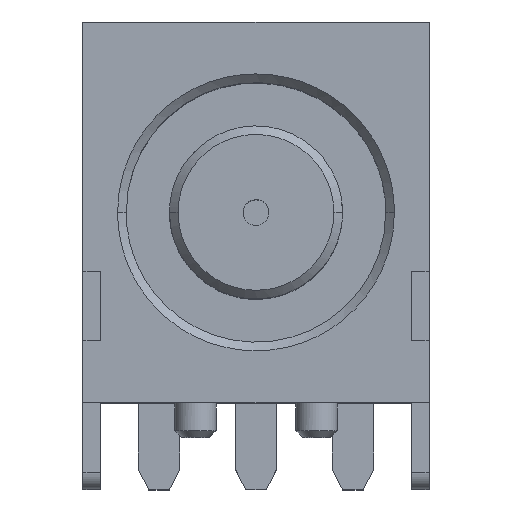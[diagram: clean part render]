
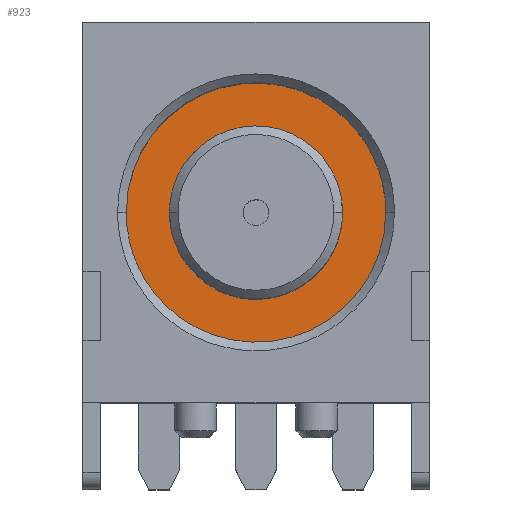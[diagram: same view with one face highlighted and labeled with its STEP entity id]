
A CAD part, top view. The second image highlights one B-rep face of the part: STEP entity #923.
In plain terms, the highlighted free-form (B-spline) face has degree [1, 1] with [2, 2] control points.
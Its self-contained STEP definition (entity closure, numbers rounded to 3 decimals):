
#16 = CARTESIAN_POINT ( 'NONE',  ( 1.259, 7.684, -2.85 ) ) ;
#85 = CARTESIAN_POINT ( 'NONE',  ( 0.327, 3., -2.85 ) ) ;
#101 = CARTESIAN_POINT ( 'NONE',  ( -3.75, 5.5, -2.85 ) ) ;
#112 = CARTESIAN_POINT ( 'NONE',  ( 2.5, 5.5, -2.85 ) ) ;
#121 = B_SPLINE_CURVE_WITH_KNOTS ( 'NONE', 3,
 ( #2858, #2901, #728, #2606, #1190, #1457, #1473, #1655, #2588, #272, #470, #16, #2393, #1239, #2171, #2004, #2708, #112 ),
 .UNSPECIFIED., .F., .F.,
 ( 4, 2, 2, 2, 2, 2, 2, 2, 4 ),
 ( 0., 0.393, 0.785, 1.178, 1.571, 1.963, 2.356, 2.749, 3.142 ),
 .UNSPECIFIED. ) ;
#179 = CARTESIAN_POINT ( 'NONE',  ( 3.75, 5.5, -2.85 ) ) ;
#208 = EDGE_LOOP ( 'NONE', ( #216, #3029 ) ) ;
#216 = ORIENTED_EDGE ( 'NONE', *, *, #2722, .F. ) ;
#220 = EDGE_CURVE ( 'NONE', #1218, #921, #1954, .T. ) ;
#272 = CARTESIAN_POINT ( 'NONE',  ( 0.327, 8., -2.85 ) ) ;
#321 = ORIENTED_EDGE ( 'NONE', *, *, #1646, .T. ) ;
#343 = CARTESIAN_POINT ( 'NONE',  ( -1.259, 3.316, -2.85 ) ) ;
#356 = CARTESIAN_POINT ( 'NONE',  ( 0.654, 3.065, -2.85 ) ) ;
#415 = CARTESIAN_POINT ( 'NONE',  ( -2.5, 5.5, -2.85 ) ) ;
#444 = CARTESIAN_POINT ( 'NONE',  ( 3.75, 13., -2.85 ) ) ;
#470 = CARTESIAN_POINT ( 'NONE',  ( 0.654, 7.935, -2.85 ) ) ;
#581 = CARTESIAN_POINT ( 'NONE',  ( 2.5, 5.173, -2.85 ) ) ;
#590 =( BOUNDED_CURVE ( )  B_SPLINE_CURVE ( 3, ( #1412, #2348, #444, #179 ),
 .UNSPECIFIED., .F., .F. ) 
 B_SPLINE_CURVE_WITH_KNOTS ( ( 4, 4 ),
 ( 0., 3.142 ),
 .UNSPECIFIED. ) 
 CURVE ( )  GEOMETRIC_REPRESENTATION_ITEM ( )  RATIONAL_B_SPLINE_CURVE ( ( 1., 0.333, 0.333, 1. ) ) 
 REPRESENTATION_ITEM ( '' )  );
#728 = CARTESIAN_POINT ( 'NONE',  ( -2.435, 6.154, -2.85 ) ) ;
#756 = CARTESIAN_POINT ( 'NONE',  ( 2.5, 5.5, -2.85 ) ) ;
#921 = VERTEX_POINT ( 'NONE', #415 ) ;
#923 = ADVANCED_FACE ( 'NONE', ( #1132, #2521 ), #2828, .T. ) ;
#1046 = CARTESIAN_POINT ( 'NONE',  ( -2.5, 5.173, -2.85 ) ) ;
#1054 = CARTESIAN_POINT ( 'NONE',  ( 1.536, 3.501, -2.85 ) ) ;
#1084 = CARTESIAN_POINT ( 'NONE',  ( 3.9, 9.404, -2.85 ) ) ;
#1132 = FACE_BOUND ( 'NONE', #2822, .T. ) ;
#1146 = CARTESIAN_POINT ( 'NONE',  ( -3.75, -2., -2.85 ) ) ;
#1183 = CARTESIAN_POINT ( 'NONE',  ( 3.75, -2., -2.85 ) ) ;
#1190 = CARTESIAN_POINT ( 'NONE',  ( -1.999, 7.036, -2.85 ) ) ;
#1218 = VERTEX_POINT ( 'NONE', #756 ) ;
#1225 = ORIENTED_EDGE ( 'NONE', *, *, #220, .T. ) ;
#1239 = CARTESIAN_POINT ( 'NONE',  ( 1.999, 7.036, -2.85 ) ) ;
#1267 = CARTESIAN_POINT ( 'NONE',  ( 1.999, 3.964, -2.85 ) ) ;
#1294 = VERTEX_POINT ( 'NONE', #101 ) ;
#1310 = CARTESIAN_POINT ( 'NONE',  ( -2.435, 4.846, -2.85 ) ) ;
#1412 = CARTESIAN_POINT ( 'NONE',  ( -3.75, 5.5, -2.85 ) ) ;
#1418 = CARTESIAN_POINT ( 'NONE',  ( -3.75, 5.5, -2.85 ) ) ;
#1451 = CARTESIAN_POINT ( 'NONE',  ( 3.75, 5.5, -2.85 ) ) ;
#1457 = CARTESIAN_POINT ( 'NONE',  ( -1.536, 7.499, -2.85 ) ) ;
#1473 = CARTESIAN_POINT ( 'NONE',  ( -1.259, 7.684, -2.85 ) ) ;
#1525 = CARTESIAN_POINT ( 'NONE',  ( -0.327, 3., -2.85 ) ) ;
#1531 = VERTEX_POINT ( 'NONE', #2293 ) ;
#1540 = CARTESIAN_POINT ( 'NONE',  ( 2.184, 4.241, -2.85 ) ) ;
#1553 = CARTESIAN_POINT ( 'NONE',  ( -3.9, 1.596, -2.85 ) ) ;
#1583 = CARTESIAN_POINT ( 'NONE',  ( 3.9, 1.596, -2.85 ) ) ;
#1646 = EDGE_CURVE ( 'NONE', #921, #1218, #121, .T. ) ;
#1655 = CARTESIAN_POINT ( 'NONE',  ( -0.654, 7.935, -2.85 ) ) ;
#1841 = CARTESIAN_POINT ( 'NONE',  ( -3.9, 9.404, -2.85 ) ) ;
#1954 = B_SPLINE_CURVE_WITH_KNOTS ( 'NONE', 3,
 ( #2693, #581, #2434, #1540, #1267, #1054, #2201, #356, #85, #1525, #2463, #343, #2003, #2945, #2476, #1310, #1046, #2669 ),
 .UNSPECIFIED., .F., .F.,
 ( 4, 2, 2, 2, 2, 2, 2, 2, 4 ),
 ( 0., 0.393, 0.785, 1.178, 1.571, 1.963, 2.356, 2.749, 3.142 ),
 .UNSPECIFIED. ) ;
#2000 = EDGE_CURVE ( 'NONE', #1531, #1294, #2283, .T. ) ;
#2003 = CARTESIAN_POINT ( 'NONE',  ( -1.536, 3.501, -2.85 ) ) ;
#2004 = CARTESIAN_POINT ( 'NONE',  ( 2.435, 6.154, -2.85 ) ) ;
#2171 = CARTESIAN_POINT ( 'NONE',  ( 2.184, 6.759, -2.85 ) ) ;
#2201 = CARTESIAN_POINT ( 'NONE',  ( 1.259, 3.316, -2.85 ) ) ;
#2283 =( BOUNDED_CURVE ( )  B_SPLINE_CURVE ( 3, ( #1451, #1183, #1146, #1418 ),
 .UNSPECIFIED., .F., .F. ) 
 B_SPLINE_CURVE_WITH_KNOTS ( ( 4, 4 ),
 ( 0., 3.142 ),
 .UNSPECIFIED. ) 
 CURVE ( )  GEOMETRIC_REPRESENTATION_ITEM ( )  RATIONAL_B_SPLINE_CURVE ( ( 1., 0.333, 0.333, 1. ) ) 
 REPRESENTATION_ITEM ( '' )  );
#2293 = CARTESIAN_POINT ( 'NONE',  ( 3.75, 5.5, -2.85 ) ) ;
#2348 = CARTESIAN_POINT ( 'NONE',  ( -3.75, 13., -2.85 ) ) ;
#2393 = CARTESIAN_POINT ( 'NONE',  ( 1.536, 7.499, -2.85 ) ) ;
#2434 = CARTESIAN_POINT ( 'NONE',  ( 2.435, 4.846, -2.85 ) ) ;
#2463 = CARTESIAN_POINT ( 'NONE',  ( -0.654, 3.065, -2.85 ) ) ;
#2476 = CARTESIAN_POINT ( 'NONE',  ( -2.184, 4.241, -2.85 ) ) ;
#2521 = FACE_OUTER_BOUND ( 'NONE', #208, .T. ) ;
#2588 = CARTESIAN_POINT ( 'NONE',  ( -0.327, 8., -2.85 ) ) ;
#2606 = CARTESIAN_POINT ( 'NONE',  ( -2.184, 6.759, -2.85 ) ) ;
#2669 = CARTESIAN_POINT ( 'NONE',  ( -2.5, 5.5, -2.85 ) ) ;
#2693 = CARTESIAN_POINT ( 'NONE',  ( 2.5, 5.5, -2.85 ) ) ;
#2708 = CARTESIAN_POINT ( 'NONE',  ( 2.5, 5.827, -2.85 ) ) ;
#2722 = EDGE_CURVE ( 'NONE', #1294, #1531, #590, .T. ) ;
#2822 = EDGE_LOOP ( 'NONE', ( #321, #1225 ) ) ;
#2828 = B_SPLINE_SURFACE_WITH_KNOTS ( 'NONE', 1, 1, ( 
 ( #1553, #1841 ),
 ( #1583, #1084 ) ),
 .UNSPECIFIED., .F., .F., .F.,
 ( 2, 2 ),
 ( 2, 2 ),
 ( -3.9, 3.9 ),
 ( -3.904, 3.904 ),
 .UNSPECIFIED. ) ;
#2858 = CARTESIAN_POINT ( 'NONE',  ( -2.5, 5.5, -2.85 ) ) ;
#2901 = CARTESIAN_POINT ( 'NONE',  ( -2.5, 5.827, -2.85 ) ) ;
#2945 = CARTESIAN_POINT ( 'NONE',  ( -1.999, 3.964, -2.85 ) ) ;
#3029 = ORIENTED_EDGE ( 'NONE', *, *, #2000, .F. ) ;
